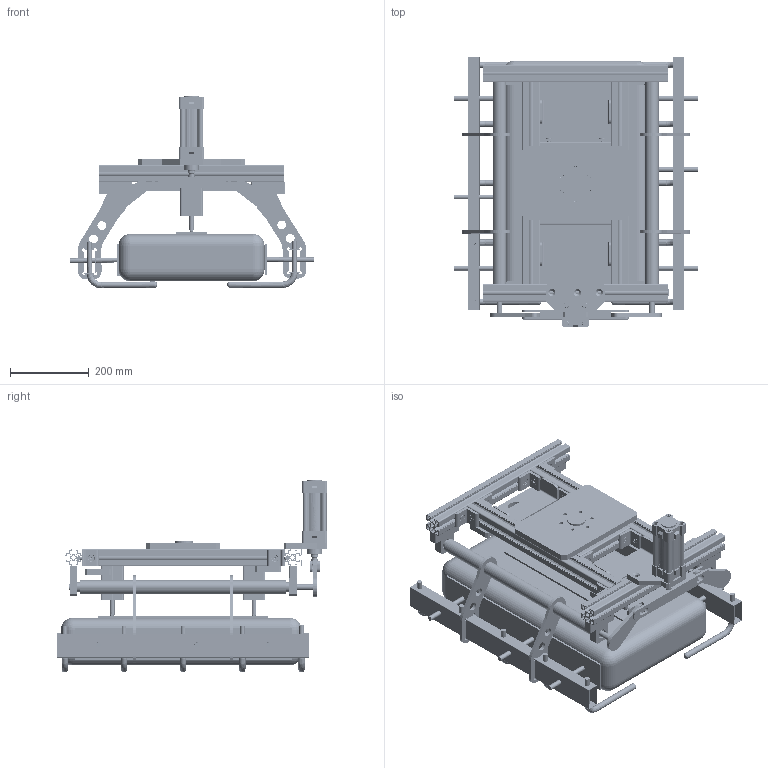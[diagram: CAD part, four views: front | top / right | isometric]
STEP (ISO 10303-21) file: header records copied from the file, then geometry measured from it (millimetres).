
FILE_DESCRIPTION(/* description */ (''),/* implementation_level */ '2;1');
FILE_NAME(/* name */ 'T_GRIPPER.stp',/* time_stamp */ '2018-07-19T15:29:54+03:00',/* author */ (''),/* organization */ (''),/* preprocessor_version */ 'ST-DEVELOPER v16',/* originating_system */ 'SIEMENS PLM Software NX 11.0',/* authorisation */ '');
FILE_SCHEMA (('AUTOMOTIVE_DESIGN { 1 0 10303 214 3 1 1 1 }'));
Length unit declared in the file: millimetre
Products named in the file (40): GR1_P4_A; GR1_P2-3; GR1_P2-2-b; inafag_6002_6xzwcimyyqe9f78ifbyj30cse_1; inafag_6002_6xzwcimyyqe9f78ifbyj30cse_2; inafag_6002_6xzwcimyyqe9f78ifbyj30cse_3; Group2^WINC-040-0040 (MDMY); Group1^WINC-040-0040 (MDMY); Group2^WAC-050-0050 (MDMY); Group1^WAC-050-0050 (MDMY); LAZER_KESIM_3; LAZER_KES; 30x60_PRO; MIL_1; LAZER_KES1; 2.1.003.10.08_yayli somun 45x45 m8_step; M8 HAVSA BASLI CİVATA; U_BRAKET; PISTON_BAGLANTI_PLK2; GR1_P4-2; PISTON_BAGLANTI_PLK; ARA_BAGLANTI_PARCA; 45x45_Sigma_4; R_FLANS; KAYNAK_TOZU_TORBASI; 45x45_Sigma_1; 45x45_Sigma_2; WCBK-050 _3DMY__step; WAC-050-0100 _MDMY__step; GR1; WINC-040-0040 _MDMY__step; WAC-050-0050 _MDMY__step; GR1_P1-2; GR1_P4; GR2; GR3; inafag_6002_6xzwcimyyqe9f78ifbyj30cse_stp; RULMAN_YATAK; 2.2.001.10.4545.01_kose baglanti duz 45x45_step_MODEL; T_GRIPPER
Assembly tree (87 placements, depth 4):
  T_GRIPPER
    GR1  x2
    WAC-050-0100 _MDMY__step  x2
    WCBK-050 _3DMY__step  x4
    2.2.001.10.4545.01_kose baglanti duz 45x45_step_MODEL  x16
      M8 HAVSA BASLI CİVATA
      2.1.003.10.08_yayli somun 45x45 m8_step
    45x45_Sigma_2  x2
    45x45_Sigma_1  x2
    KAYNAK_TOZU_TORBASI
    R_FLANS
    45x45_Sigma_4  x2
    RULMAN_YATAK  x4
      inafag_6002_6xzwcimyyqe9f78ifbyj30cse_stp
        inafag_6002_6xzwcimyyqe9f78ifbyj30cse_3
        inafag_6002_6xzwcimyyqe9f78ifbyj30cse_2
        inafag_6002_6xzwcimyyqe9f78ifbyj30cse_1
    GR3
      GR1_P1-2
        GR1_P2-2-b
        GR1_P2-3
      GR1_P4
        GR1_P4_A  x3
      LAZER_KES1
      MIL_1  x5
      30x60_PRO
      LAZER_KES
      LAZER_KESIM_3
    GR2
      GR1_P1-2
        GR1_P2-2-b
        GR1_P2-3
      GR1_P4
        GR1_P4_A  x3
      LAZER_KES1
      MIL_1  x5
      30x60_PRO
      LAZER_KES
      LAZER_KESIM_3
    ARA_BAGLANTI_PARCA
    WAC-050-0050 _MDMY__step
      Group1^WAC-050-0050 (MDMY)
      Group2^WAC-050-0050 (MDMY)
    PISTON_BAGLANTI_PLK
    GR1_P4-2
    PISTON_BAGLANTI_PLK2  x2
    WINC-040-0040 _MDMY__step  x2
      Group1^WINC-040-0040 (MDMY)
      Group2^WINC-040-0040 (MDMY)
    U_BRAKET  x2
Bounding box: 619.03 x 685 x 488.58 mm (x, y, z)
Volume: 33697814.4 mm3; surface area: 4218896.2 mm2
Topology: 213 solids, 213 shells, 6260 faces, 16086 edges, 10562 vertices
Faces by surface type: plane 3913, cylinder 1054, bspline 832, cone 339, torus 82, sphere 40
Full cylindrical faces by diameter (mm): 8 x64, 9 x17, 10 x1, 12 x10, 12.442 x6, 14 x1, 15 x20, 15.24 x32, 15.954 x2, 20 x4, 22.15 x8, 25 x10, 32 x4, 35 x6, 40 x3, 47 x1
Entity records: 59111 total; most frequent: CARTESIAN_POINT 13730, ORIENTED_EDGE 8752, DIRECTION 8727, EDGE_CURVE 4376, LINE 3093, VECTOR 3093, VERTEX_POINT 2906, AXIS2_PLACEMENT_3D 2817
